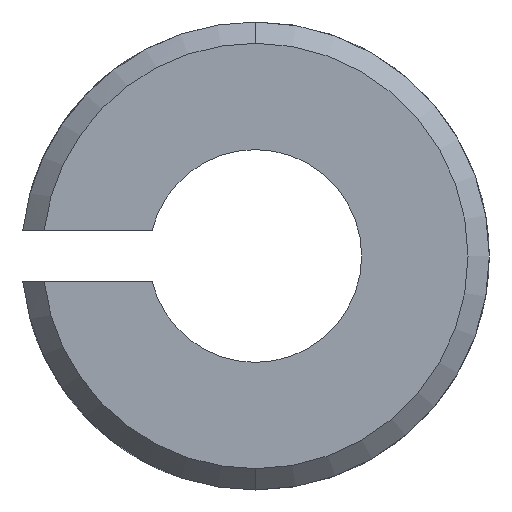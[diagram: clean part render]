
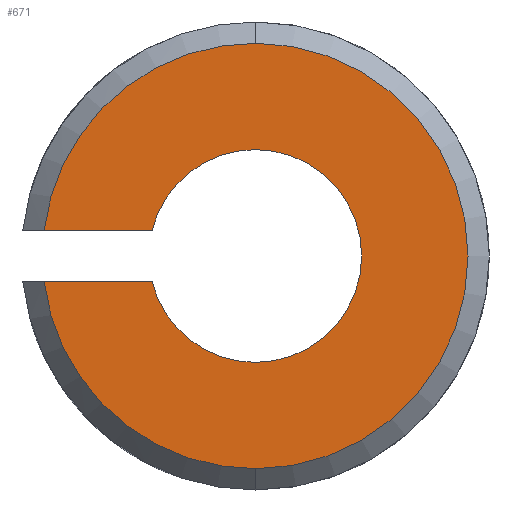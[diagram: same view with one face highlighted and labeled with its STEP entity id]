
A CAD part, front view. The second image highlights one B-rep face of the part: STEP entity #671.
In plain terms, the highlighted planar face has unit normal (0, -1, 0).
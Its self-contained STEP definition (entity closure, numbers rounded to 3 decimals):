
#20 = CARTESIAN_POINT ( 'NONE',  ( 0., 0., 0. ) ) ;
#22 = DIRECTION ( 'NONE',  ( 0., -1., 0. ) ) ;
#86 = EDGE_CURVE ( 'NONE', #630, #1081, #264, .T. ) ;
#93 = ORIENTED_EDGE ( 'NONE', *, *, #726, .T. ) ;
#132 = CIRCLE ( 'NONE', #321, 6.35 ) ;
#151 = CARTESIAN_POINT ( 'NONE',  ( -6.943, 0., 0.762 ) ) ;
#158 = DIRECTION ( 'NONE',  ( 1., 0., 0. ) ) ;
#182 = LINE ( 'NONE', #1089, #234 ) ;
#204 = AXIS2_PLACEMENT_3D ( 'NONE', #756, #825, #830 ) ;
#209 = EDGE_CURVE ( 'NONE', #1042, #1046, #182, .T. ) ;
#210 = DIRECTION ( 'NONE',  ( 0., 0., 1. ) ) ;
#211 = AXIS2_PLACEMENT_3D ( 'NONE', #348, #367, #375 ) ;
#234 = VECTOR ( 'NONE', #555, 1000. ) ;
#255 = AXIS2_PLACEMENT_3D ( 'NONE', #1086, #1057, #1000 ) ;
#264 = CIRCLE ( 'NONE', #211, 3.175 ) ;
#287 = CARTESIAN_POINT ( 'NONE',  ( -3.082, 0., 0.762 ) ) ;
#307 = AXIS2_PLACEMENT_3D ( 'NONE', #554, #557, #560 ) ;
#311 = CIRCLE ( 'NONE', #808, 6.35 ) ;
#321 = AXIS2_PLACEMENT_3D ( 'NONE', #20, #22, #210 ) ;
#348 = CARTESIAN_POINT ( 'NONE',  ( 0., 0., 0. ) ) ;
#356 = FACE_OUTER_BOUND ( 'NONE', #882, .T. ) ;
#364 = EDGE_CURVE ( 'NONE', #881, #826, #311, .T. ) ;
#367 = DIRECTION ( 'NONE',  ( 0., 1., 0. ) ) ;
#375 = DIRECTION ( 'NONE',  ( 0., 0., 1. ) ) ;
#377 = VERTEX_POINT ( 'NONE', #819 ) ;
#410 = VECTOR ( 'NONE', #158, 1000. ) ;
#437 = ORIENTED_EDGE ( 'NONE', *, *, #364, .T. ) ;
#460 = ORIENTED_EDGE ( 'NONE', *, *, #636, .T. ) ;
#506 = CARTESIAN_POINT ( 'NONE',  ( -6.304, 0., -0.762 ) ) ;
#514 = EDGE_CURVE ( 'NONE', #826, #630, #526, .T. ) ;
#515 = CARTESIAN_POINT ( 'NONE',  ( 0., 0., 6.35 ) ) ;
#522 = CARTESIAN_POINT ( 'NONE',  ( -6.304, 0., 0.762 ) ) ;
#525 = ORIENTED_EDGE ( 'NONE', *, *, #514, .T. ) ;
#526 = LINE ( 'NONE', #151, #410 ) ;
#550 = PLANE ( 'NONE',  #204 ) ;
#554 = CARTESIAN_POINT ( 'NONE',  ( 0., 0., 0. ) ) ;
#555 = DIRECTION ( 'NONE',  ( -1., 0., 0. ) ) ;
#556 = ORIENTED_EDGE ( 'NONE', *, *, #86, .T. ) ;
#557 = DIRECTION ( 'NONE',  ( 0., -1., 0. ) ) ;
#560 = DIRECTION ( 'NONE',  ( 0., 0., 1. ) ) ;
#575 = CARTESIAN_POINT ( 'NONE',  ( 0., 0., 0. ) ) ;
#584 = DIRECTION ( 'NONE',  ( 0., -1., 0. ) ) ;
#630 = VERTEX_POINT ( 'NONE', #287 ) ;
#636 = EDGE_CURVE ( 'NONE', #1081, #985, #888, .T. ) ;
#637 = EDGE_CURVE ( 'NONE', #377, #881, #648, .T. ) ;
#646 = DIRECTION ( 'NONE',  ( 0., 0., 1. ) ) ;
#648 = CIRCLE ( 'NONE', #307, 6.35 ) ;
#671 = ADVANCED_FACE ( 'NONE', ( #356 ), #550, .F. ) ;
#699 = CARTESIAN_POINT ( 'NONE',  ( 0., 0., 0. ) ) ;
#705 = DIRECTION ( 'NONE',  ( 0., 1., 0. ) ) ;
#711 = DIRECTION ( 'NONE',  ( 0., 0., 1. ) ) ;
#726 = EDGE_CURVE ( 'NONE', #1046, #377, #132, .T. ) ;
#741 = AXIS2_PLACEMENT_3D ( 'NONE', #699, #705, #711 ) ;
#756 = CARTESIAN_POINT ( 'NONE',  ( 0., 0., 0. ) ) ;
#763 = CIRCLE ( 'NONE', #741, 3.175 ) ;
#808 = AXIS2_PLACEMENT_3D ( 'NONE', #575, #584, #646 ) ;
#819 = CARTESIAN_POINT ( 'NONE',  ( 0., 0., -6.35 ) ) ;
#825 = DIRECTION ( 'NONE',  ( 0., 1., 0. ) ) ;
#826 = VERTEX_POINT ( 'NONE', #522 ) ;
#830 = DIRECTION ( 'NONE',  ( 0., 0., 1. ) ) ;
#863 = EDGE_CURVE ( 'NONE', #985, #1042, #763, .T. ) ;
#881 = VERTEX_POINT ( 'NONE', #515 ) ;
#882 = EDGE_LOOP ( 'NONE', ( #896, #93, #1088, #437, #525, #556, #460, #968 ) ) ;
#888 = CIRCLE ( 'NONE', #255, 3.175 ) ;
#896 = ORIENTED_EDGE ( 'NONE', *, *, #209, .T. ) ;
#968 = ORIENTED_EDGE ( 'NONE', *, *, #863, .T. ) ;
#985 = VERTEX_POINT ( 'NONE', #1020 ) ;
#997 = CARTESIAN_POINT ( 'NONE',  ( 0., 0., 3.175 ) ) ;
#1000 = DIRECTION ( 'NONE',  ( 0., 0., 1. ) ) ;
#1020 = CARTESIAN_POINT ( 'NONE',  ( 0., 0., -3.175 ) ) ;
#1042 = VERTEX_POINT ( 'NONE', #1070 ) ;
#1046 = VERTEX_POINT ( 'NONE', #506 ) ;
#1057 = DIRECTION ( 'NONE',  ( 0., 1., 0. ) ) ;
#1070 = CARTESIAN_POINT ( 'NONE',  ( -3.082, 0., -0.762 ) ) ;
#1081 = VERTEX_POINT ( 'NONE', #997 ) ;
#1086 = CARTESIAN_POINT ( 'NONE',  ( 0., 0., 0. ) ) ;
#1088 = ORIENTED_EDGE ( 'NONE', *, *, #637, .T. ) ;
#1089 = CARTESIAN_POINT ( 'NONE',  ( -3.082, 0., -0.762 ) ) ;
